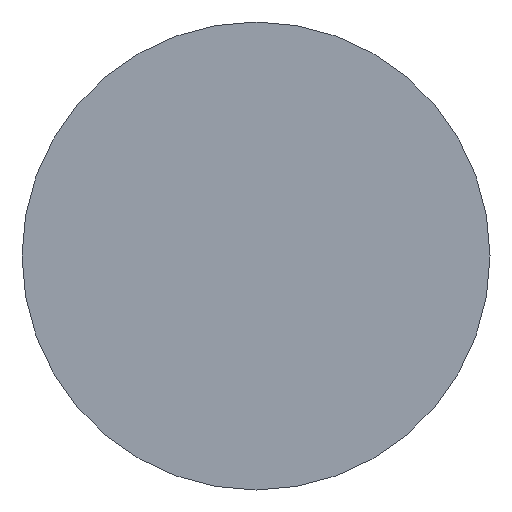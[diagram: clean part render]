
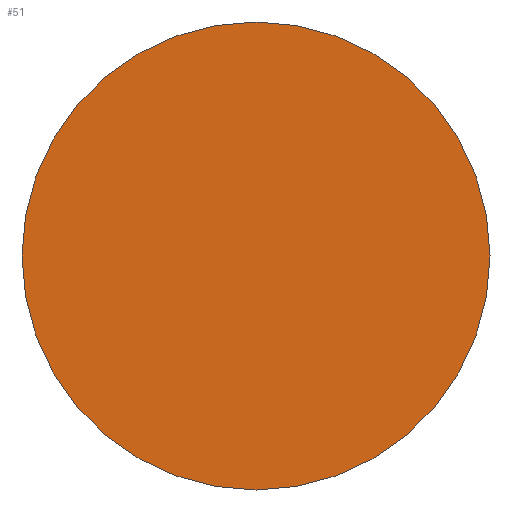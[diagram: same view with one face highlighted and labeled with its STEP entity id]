
A CAD part, left-side view. The second image highlights one B-rep face of the part: STEP entity #51.
In plain terms, the highlighted planar face has unit normal (-1, 0, 0).
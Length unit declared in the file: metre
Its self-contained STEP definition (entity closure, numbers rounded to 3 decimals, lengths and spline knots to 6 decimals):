
#51=ADVANCED_FACE('',(#110),#111,.T.);
#65=EDGE_CURVE('',#131,#131,#132,.T.);
#110=FACE_OUTER_BOUND('',#168,.T.);
#111=PLANE('',#169);
#131=VERTEX_POINT('',#195);
#132=CIRCLE('',#196,0.002);
#168=EDGE_LOOP('',(#239));
#169=AXIS2_PLACEMENT_3D('',#240,#241,#242);
#195=CARTESIAN_POINT('',(0.0,0.0,0.002));
#196=AXIS2_PLACEMENT_3D('',#263,#264,#265);
#239=ORIENTED_EDGE('',*,*,#65,.F.);
#240=CARTESIAN_POINT('',(0.0,0.0,0.001));
#241=DIRECTION('',(-1.0,0.0,0.0));
#242=DIRECTION('',(0.0,0.0,1.0));
#263=CARTESIAN_POINT('',(0.0,0.0,0.0));
#264=DIRECTION('',(1.0,0.0,-0.0));
#265=DIRECTION('',(0.0,0.0,1.0));
